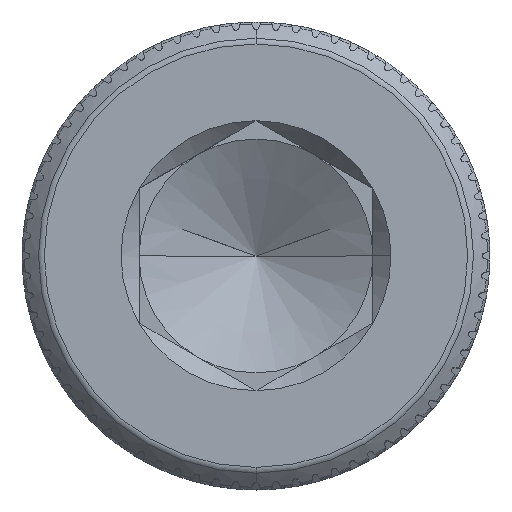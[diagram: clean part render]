
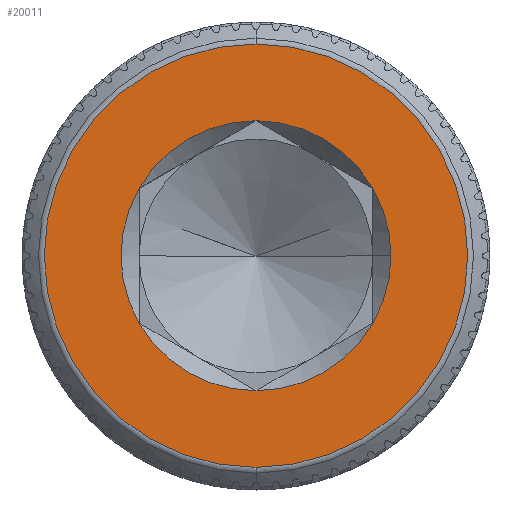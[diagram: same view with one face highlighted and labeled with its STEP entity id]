
A CAD part, top view. The second image highlights one B-rep face of the part: STEP entity #20011.
In plain terms, the highlighted planar face has unit normal (0, 0, 1).
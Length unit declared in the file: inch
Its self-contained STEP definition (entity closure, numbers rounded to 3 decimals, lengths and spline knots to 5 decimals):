
#22 = CIRCLE ( 'NONE', #17912, 0.10825 ) ;
#45 = PLANE ( 'NONE',  #12578 ) ;
#392 = CIRCLE ( 'NONE', #2149, 0.10825 ) ;
#749 = CARTESIAN_POINT ( 'NONE',  ( 0., 0., 0.375 ) ) ;
#866 = CIRCLE ( 'NONE', #18063, 0.10825 ) ;
#1254 = CARTESIAN_POINT ( 'NONE',  ( 0.10825, 0., 0.375 ) ) ;
#1395 = CARTESIAN_POINT ( 'NONE',  ( -0.09375, 0.05413, 0.375 ) ) ;
#1992 = CIRCLE ( 'NONE', #11864, 0.16978 ) ;
#2125 = ORIENTED_EDGE ( 'NONE', *, *, #14603, .F. ) ;
#2149 = AXIS2_PLACEMENT_3D ( 'NONE', #5308, #9938, #6589 ) ;
#2932 = CARTESIAN_POINT ( 'NONE',  ( 0., 0., 0.375 ) ) ;
#3000 = VERTEX_POINT ( 'NONE', #7836 ) ;
#3151 = ORIENTED_EDGE ( 'NONE', *, *, #18196, .F. ) ;
#3820 = EDGE_CURVE ( 'NONE', #4552, #11000, #1992, .T. ) ;
#3876 = CIRCLE ( 'NONE', #8202, 0.10825 ) ;
#4152 = CARTESIAN_POINT ( 'NONE',  ( 0., 0., 0.375 ) ) ;
#4161 = AXIS2_PLACEMENT_3D ( 'NONE', #8501, #16075, #6909 ) ;
#4234 = CIRCLE ( 'NONE', #11380, 0.10825 ) ;
#4552 = VERTEX_POINT ( 'NONE', #12115 ) ;
#4557 = CIRCLE ( 'NONE', #19000, 0.10825 ) ;
#4627 = VERTEX_POINT ( 'NONE', #1254 ) ;
#4760 = CARTESIAN_POINT ( 'NONE',  ( 0., 0., 0.375 ) ) ;
#4985 = CARTESIAN_POINT ( 'NONE',  ( 0., -0.10825, 0.375 ) ) ;
#5202 = VERTEX_POINT ( 'NONE', #11469 ) ;
#5308 = CARTESIAN_POINT ( 'NONE',  ( 0., 0., 0.375 ) ) ;
#5803 = CARTESIAN_POINT ( 'NONE',  ( 0., 0., 0.375 ) ) ;
#6130 = EDGE_CURVE ( 'NONE', #6430, #12328, #22, .T. ) ;
#6430 = VERTEX_POINT ( 'NONE', #8109 ) ;
#6589 = DIRECTION ( 'NONE',  ( 1., 0., 0. ) ) ;
#6909 = DIRECTION ( 'NONE',  ( 1., 0., 0. ) ) ;
#7276 = DIRECTION ( 'NONE',  ( 0., -1., 0. ) ) ;
#7836 = CARTESIAN_POINT ( 'NONE',  ( 0.09375, -0.05413, 0.375 ) ) ;
#7847 = EDGE_CURVE ( 'NONE', #10663, #13071, #392, .T. ) ;
#8060 = CARTESIAN_POINT ( 'NONE',  ( 0., -0.16978, 0.375 ) ) ;
#8109 = CARTESIAN_POINT ( 'NONE',  ( -0.09375, -0.05413, 0.375 ) ) ;
#8202 = AXIS2_PLACEMENT_3D ( 'NONE', #19713, #16370, #17992 ) ;
#8501 = CARTESIAN_POINT ( 'NONE',  ( 0., 0., 0.375 ) ) ;
#8625 = EDGE_CURVE ( 'NONE', #5202, #10663, #866, .T. ) ;
#8714 = DIRECTION ( 'NONE',  ( 0., 0., 1. ) ) ;
#8902 = EDGE_CURVE ( 'NONE', #4627, #5202, #4234, .T. ) ;
#9838 = FACE_OUTER_BOUND ( 'NONE', #18723, .T. ) ;
#9938 = DIRECTION ( 'NONE',  ( 0., 0., 1. ) ) ;
#10302 = CARTESIAN_POINT ( 'NONE',  ( 0., 0.10825, 0.375 ) ) ;
#10546 = ORIENTED_EDGE ( 'NONE', *, *, #8625, .F. ) ;
#10570 = DIRECTION ( 'NONE',  ( 1., 0., 0. ) ) ;
#10607 = DIRECTION ( 'NONE',  ( 0., 0., 1. ) ) ;
#10635 = DIRECTION ( 'NONE',  ( 0., 0., -1. ) ) ;
#10663 = VERTEX_POINT ( 'NONE', #10302 ) ;
#10904 = CARTESIAN_POINT ( 'NONE',  ( 0., 0.16978, 0.375 ) ) ;
#11000 = VERTEX_POINT ( 'NONE', #8060 ) ;
#11380 = AXIS2_PLACEMENT_3D ( 'NONE', #2932, #10607, #13815 ) ;
#11469 = CARTESIAN_POINT ( 'NONE',  ( 0.09375, 0.05413, 0.375 ) ) ;
#11675 = CIRCLE ( 'NONE', #12743, 0.16978 ) ;
#11833 = DIRECTION ( 'NONE',  ( 1., 0., 0. ) ) ;
#11864 = AXIS2_PLACEMENT_3D ( 'NONE', #15152, #11914, #13569 ) ;
#11914 = DIRECTION ( 'NONE',  ( 0., 0., 1. ) ) ;
#11968 = ORIENTED_EDGE ( 'NONE', *, *, #8902, .F. ) ;
#12064 = DIRECTION ( 'NONE',  ( 0., 0., 1. ) ) ;
#12102 = DIRECTION ( 'NONE',  ( 0., 0., 1. ) ) ;
#12115 = CARTESIAN_POINT ( 'NONE',  ( 0., 0.16978, 0.375 ) ) ;
#12328 = VERTEX_POINT ( 'NONE', #4985 ) ;
#12459 = DIRECTION ( 'NONE',  ( 0., 1., 0. ) ) ;
#12578 = AXIS2_PLACEMENT_3D ( 'NONE', #10904, #10635, #12459 ) ;
#12743 = AXIS2_PLACEMENT_3D ( 'NONE', #4152, #12102, #7276 ) ;
#13071 = VERTEX_POINT ( 'NONE', #1395 ) ;
#13360 = EDGE_CURVE ( 'NONE', #11000, #4552, #11675, .T. ) ;
#13426 = ORIENTED_EDGE ( 'NONE', *, *, #15087, .F. ) ;
#13492 = ORIENTED_EDGE ( 'NONE', *, *, #13360, .T. ) ;
#13569 = DIRECTION ( 'NONE',  ( 0., -1., 0. ) ) ;
#13815 = DIRECTION ( 'NONE',  ( 1., 0., 0. ) ) ;
#14603 = EDGE_CURVE ( 'NONE', #3000, #4627, #3876, .T. ) ;
#14797 = ORIENTED_EDGE ( 'NONE', *, *, #6130, .F. ) ;
#14872 = EDGE_LOOP ( 'NONE', ( #19916, #10546, #11968, #2125, #13426, #14797, #3151 ) ) ;
#15087 = EDGE_CURVE ( 'NONE', #12328, #3000, #16047, .T. ) ;
#15152 = CARTESIAN_POINT ( 'NONE',  ( 0., 0., 0.375 ) ) ;
#15694 = DIRECTION ( 'NONE',  ( 0., 0., 1. ) ) ;
#16047 = CIRCLE ( 'NONE', #4161, 0.10825 ) ;
#16075 = DIRECTION ( 'NONE',  ( 0., 0., 1. ) ) ;
#16370 = DIRECTION ( 'NONE',  ( 0., 0., 1. ) ) ;
#17912 = AXIS2_PLACEMENT_3D ( 'NONE', #5803, #12064, #10570 ) ;
#17992 = DIRECTION ( 'NONE',  ( 1., 0., 0. ) ) ;
#18063 = AXIS2_PLACEMENT_3D ( 'NONE', #4760, #15694, #18697 ) ;
#18196 = EDGE_CURVE ( 'NONE', #13071, #6430, #4557, .T. ) ;
#18697 = DIRECTION ( 'NONE',  ( 1., 0., 0. ) ) ;
#18723 = EDGE_LOOP ( 'NONE', ( #13492, #18963 ) ) ;
#18963 = ORIENTED_EDGE ( 'NONE', *, *, #3820, .T. ) ;
#19000 = AXIS2_PLACEMENT_3D ( 'NONE', #749, #8714, #11833 ) ;
#19637 = FACE_BOUND ( 'NONE', #14872, .T. ) ;
#19713 = CARTESIAN_POINT ( 'NONE',  ( 0., 0., 0.375 ) ) ;
#19916 = ORIENTED_EDGE ( 'NONE', *, *, #7847, .F. ) ;
#20011 = ADVANCED_FACE ( 'NONE', ( #19637, #9838 ), #45, .F. ) ;
